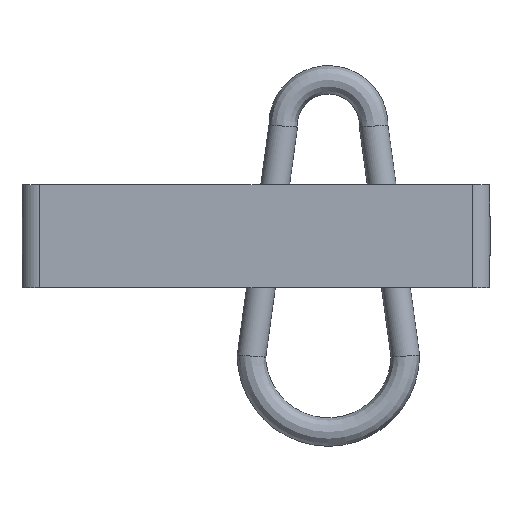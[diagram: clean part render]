
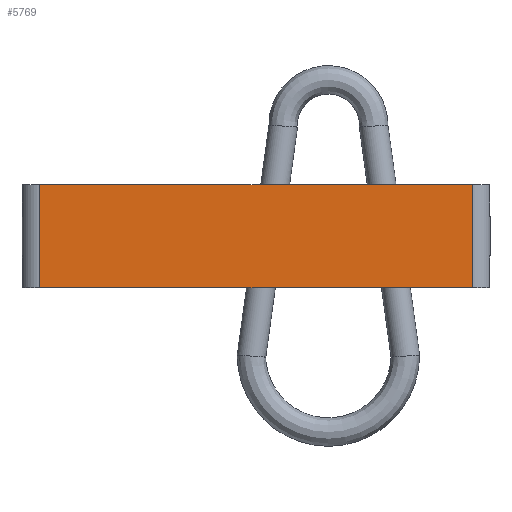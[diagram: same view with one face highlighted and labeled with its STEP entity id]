
A CAD part, front view. The second image highlights one B-rep face of the part: STEP entity #5769.
In plain terms, the highlighted planar face has unit normal (0, -1, 0).
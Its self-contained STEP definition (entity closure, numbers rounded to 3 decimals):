
#93 = VECTOR ( 'NONE', #2989, 1000. ) ;
#576 = ORIENTED_EDGE ( 'NONE', *, *, #1869, .T. ) ;
#582 = LINE ( 'NONE', #1506, #653 ) ;
#635 = EDGE_LOOP ( 'NONE', ( #4695, #5544, #1373, #576 ) ) ;
#653 = VECTOR ( 'NONE', #4734, 1000. ) ;
#1027 = DIRECTION ( 'NONE',  ( -1., 0., 0. ) ) ;
#1373 = ORIENTED_EDGE ( 'NONE', *, *, #5621, .T. ) ;
#1506 = CARTESIAN_POINT ( 'NONE',  ( -25.925, -19.088, 0. ) ) ;
#1635 = CARTESIAN_POINT ( 'NONE',  ( 28.56, -19.088, -4. ) ) ;
#1869 = EDGE_CURVE ( 'NONE', #3868, #3947, #582, .T. ) ;
#2246 = CARTESIAN_POINT ( 'NONE',  ( -28.183, -19.088, -4. ) ) ;
#2370 = AXIS2_PLACEMENT_3D ( 'NONE', #3044, #3658, #7807 ) ;
#2492 = CARTESIAN_POINT ( 'NONE',  ( -25.925, -19.088, 9. ) ) ;
#2989 = DIRECTION ( 'NONE',  ( 1., 0., 0. ) ) ;
#3044 = CARTESIAN_POINT ( 'NONE',  ( 0., -19.088, 0. ) ) ;
#3145 = CARTESIAN_POINT ( 'NONE',  ( -25.925, -19.088, -4. ) ) ;
#3171 = VERTEX_POINT ( 'NONE', #5080 ) ;
#3658 = DIRECTION ( 'NONE',  ( 0., -1., 0. ) ) ;
#3868 = VERTEX_POINT ( 'NONE', #2492 ) ;
#3916 = EDGE_CURVE ( 'NONE', #4357, #3171, #5829, .T. ) ;
#3947 = VERTEX_POINT ( 'NONE', #3145 ) ;
#4357 = VERTEX_POINT ( 'NONE', #1635 ) ;
#4695 = ORIENTED_EDGE ( 'NONE', *, *, #6264, .T. ) ;
#4734 = DIRECTION ( 'NONE',  ( 0., 0., -1. ) ) ;
#4806 = LINE ( 'NONE', #2246, #93 ) ;
#5080 = CARTESIAN_POINT ( 'NONE',  ( 28.56, -19.088, 9. ) ) ;
#5312 = CARTESIAN_POINT ( 'NONE',  ( 30.817, -19.088, 9. ) ) ;
#5350 = VECTOR ( 'NONE', #5611, 1000. ) ;
#5544 = ORIENTED_EDGE ( 'NONE', *, *, #3916, .T. ) ;
#5611 = DIRECTION ( 'NONE',  ( 0., 0., 1. ) ) ;
#5621 = EDGE_CURVE ( 'NONE', #3171, #3868, #6603, .T. ) ;
#5769 = ADVANCED_FACE ( 'NONE', ( #7254 ), #6683, .T. ) ;
#5829 = LINE ( 'NONE', #7396, #5350 ) ;
#6264 = EDGE_CURVE ( 'NONE', #3947, #4357, #4806, .T. ) ;
#6603 = LINE ( 'NONE', #5312, #6797 ) ;
#6683 = PLANE ( 'NONE',  #2370 ) ;
#6797 = VECTOR ( 'NONE', #1027, 1000. ) ;
#7254 = FACE_OUTER_BOUND ( 'NONE', #635, .T. ) ;
#7396 = CARTESIAN_POINT ( 'NONE',  ( 28.56, -19.088, 5. ) ) ;
#7807 = DIRECTION ( 'NONE',  ( 0., 0., -1. ) ) ;
